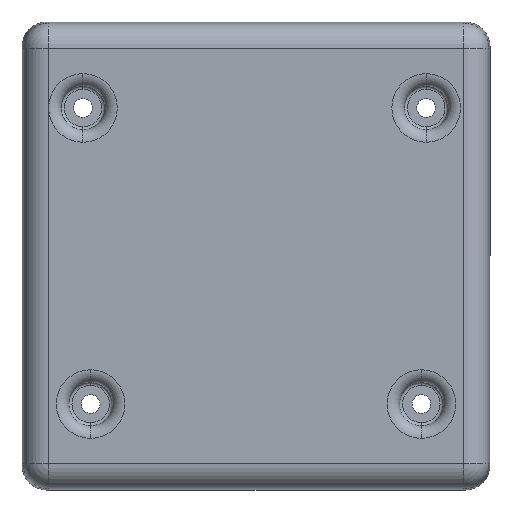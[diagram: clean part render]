
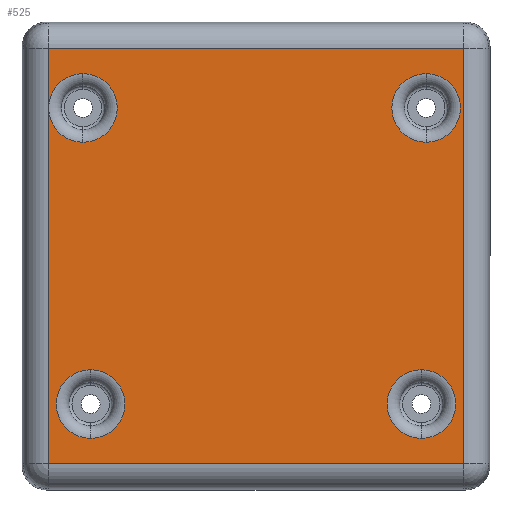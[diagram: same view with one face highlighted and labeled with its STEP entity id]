
A CAD part, front view. The second image highlights one B-rep face of the part: STEP entity #525.
In plain terms, the highlighted planar face has unit normal (0, -1, 0).
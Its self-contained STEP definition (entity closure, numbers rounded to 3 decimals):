
#35 = AXIS2_PLACEMENT_3D ( 'NONE', #512, #2131, #1942 ) ;
#43 = CARTESIAN_POINT ( 'NONE',  ( 26.5, -10., -23.733 ) ) ;
#99 = CARTESIAN_POINT ( 'NONE',  ( -26.5, -10., -18.232 ) ) ;
#104 = EDGE_CURVE ( 'NONE', #2465, #962, #1695, .T. ) ;
#112 = ORIENTED_EDGE ( 'NONE', *, *, #1921, .T. ) ;
#120 = FACE_BOUND ( 'NONE', #1938, .T. ) ;
#174 = FACE_BOUND ( 'NONE', #533, .T. ) ;
#182 = DIRECTION ( 'NONE',  ( 0., 1., 0. ) ) ;
#187 = CARTESIAN_POINT ( 'NONE',  ( 0., -10., 0. ) ) ;
#207 = VERTEX_POINT ( 'NONE', #1319 ) ;
#242 = CARTESIAN_POINT ( 'NONE',  ( -26.5, -10., -23.733 ) ) ;
#251 = VECTOR ( 'NONE', #1052, 1000. ) ;
#259 = DIRECTION ( 'NONE',  ( 0., 0., 1. ) ) ;
#322 = CIRCLE ( 'NONE', #431, 5.5 ) ;
#393 = CARTESIAN_POINT ( 'NONE',  ( -26.5, -10., -29.233 ) ) ;
#405 = CIRCLE ( 'NONE', #1808, 5.5 ) ;
#413 = DIRECTION ( 'NONE',  ( 0., 0., 1. ) ) ;
#426 = EDGE_CURVE ( 'NONE', #1966, #2369, #1617, .T. ) ;
#431 = AXIS2_PLACEMENT_3D ( 'NONE', #1295, #2317, #2528 ) ;
#450 = DIRECTION ( 'NONE',  ( 0., 0., 1. ) ) ;
#500 = VERTEX_POINT ( 'NONE', #2105 ) ;
#501 = CIRCLE ( 'NONE', #1526, 5.5 ) ;
#512 = CARTESIAN_POINT ( 'NONE',  ( 26.5, -10., -23.733 ) ) ;
#525 = ADVANCED_FACE ( 'NONE', ( #1797, #174, #655, #120, #1122 ), #992, .F. ) ;
#533 = EDGE_LOOP ( 'NONE', ( #2545, #1126 ) ) ;
#562 = EDGE_CURVE ( 'NONE', #836, #597, #1968, .T. ) ;
#593 = CARTESIAN_POINT ( 'NONE',  ( -27.73, -10., 23.733 ) ) ;
#597 = VERTEX_POINT ( 'NONE', #393 ) ;
#616 = CARTESIAN_POINT ( 'NONE',  ( -26.5, -10., -23.733 ) ) ;
#625 = ORIENTED_EDGE ( 'NONE', *, *, #626, .T. ) ;
#626 = EDGE_CURVE ( 'NONE', #2577, #1994, #501, .T. ) ;
#638 = EDGE_CURVE ( 'NONE', #1994, #2577, #405, .T. ) ;
#650 = LINE ( 'NONE', #1523, #2215 ) ;
#655 = FACE_BOUND ( 'NONE', #1218, .T. ) ;
#661 = CARTESIAN_POINT ( 'NONE',  ( -27.73, -10., 29.233 ) ) ;
#836 = VERTEX_POINT ( 'NONE', #99 ) ;
#861 = ORIENTED_EDGE ( 'NONE', *, *, #1538, .T. ) ;
#864 = DIRECTION ( 'NONE',  ( 0., 1., 0. ) ) ;
#898 = EDGE_CURVE ( 'NONE', #207, #1385, #650, .T. ) ;
#951 = ORIENTED_EDGE ( 'NONE', *, *, #562, .T. ) ;
#962 = VERTEX_POINT ( 'NONE', #1737 ) ;
#992 = PLANE ( 'NONE',  #2494 ) ;
#1031 = DIRECTION ( 'NONE',  ( 0., 1., 0. ) ) ;
#1032 = CARTESIAN_POINT ( 'NONE',  ( 27.27, -10., 18.232 ) ) ;
#1052 = DIRECTION ( 'NONE',  ( 0., 0., -1. ) ) ;
#1064 = LINE ( 'NONE', #1986, #2139 ) ;
#1081 = CARTESIAN_POINT ( 'NONE',  ( -27.73, -10., 18.232 ) ) ;
#1113 = DIRECTION ( 'NONE',  ( 0., 0., 1. ) ) ;
#1122 = FACE_OUTER_BOUND ( 'NONE', #2437, .T. ) ;
#1126 = ORIENTED_EDGE ( 'NONE', *, *, #1999, .T. ) ;
#1161 = DIRECTION ( 'NONE',  ( 1., 0., 0. ) ) ;
#1182 = ORIENTED_EDGE ( 'NONE', *, *, #1910, .T. ) ;
#1191 = DIRECTION ( 'NONE',  ( 0., 1., 0. ) ) ;
#1196 = DIRECTION ( 'NONE',  ( 0., 1., 0. ) ) ;
#1218 = EDGE_LOOP ( 'NONE', ( #951, #1182 ) ) ;
#1225 = CARTESIAN_POINT ( 'NONE',  ( -37.151, -10., 33.288 ) ) ;
#1272 = DIRECTION ( 'NONE',  ( 0., 0., 1. ) ) ;
#1295 = CARTESIAN_POINT ( 'NONE',  ( 27.27, -10., 23.733 ) ) ;
#1319 = CARTESIAN_POINT ( 'NONE',  ( 33.288, -10., -33.288 ) ) ;
#1385 = VERTEX_POINT ( 'NONE', #1553 ) ;
#1390 = EDGE_CURVE ( 'NONE', #500, #207, #1064, .T. ) ;
#1455 = ORIENTED_EDGE ( 'NONE', *, *, #638, .T. ) ;
#1465 = ORIENTED_EDGE ( 'NONE', *, *, #1390, .T. ) ;
#1469 = DIRECTION ( 'NONE',  ( 0., 1., 0. ) ) ;
#1523 = CARTESIAN_POINT ( 'NONE',  ( 33.288, -10., 37.151 ) ) ;
#1526 = AXIS2_PLACEMENT_3D ( 'NONE', #2455, #182, #413 ) ;
#1528 = ORIENTED_EDGE ( 'NONE', *, *, #898, .T. ) ;
#1538 = EDGE_CURVE ( 'NONE', #1385, #1563, #2554, .T. ) ;
#1553 = CARTESIAN_POINT ( 'NONE',  ( 33.288, -10., 33.288 ) ) ;
#1563 = VERTEX_POINT ( 'NONE', #1642 ) ;
#1578 = AXIS2_PLACEMENT_3D ( 'NONE', #242, #864, #450 ) ;
#1617 = CIRCLE ( 'NONE', #2400, 5.5 ) ;
#1624 = CIRCLE ( 'NONE', #1578, 5.5 ) ;
#1642 = CARTESIAN_POINT ( 'NONE',  ( -33.288, -10., 33.288 ) ) ;
#1677 = AXIS2_PLACEMENT_3D ( 'NONE', #43, #1469, #1272 ) ;
#1679 = CARTESIAN_POINT ( 'NONE',  ( -33.288, -10., -37.151 ) ) ;
#1695 = CIRCLE ( 'NONE', #35, 5.5 ) ;
#1737 = CARTESIAN_POINT ( 'NONE',  ( 26.5, -10., -18.232 ) ) ;
#1747 = LINE ( 'NONE', #1679, #251 ) ;
#1797 = FACE_BOUND ( 'NONE', #2466, .T. ) ;
#1799 = DIRECTION ( 'NONE',  ( 0., 1., 0. ) ) ;
#1808 = AXIS2_PLACEMENT_3D ( 'NONE', #593, #1191, #2042 ) ;
#1882 = CARTESIAN_POINT ( 'NONE',  ( 27.27, -10., 23.733 ) ) ;
#1910 = EDGE_CURVE ( 'NONE', #597, #836, #1624, .T. ) ;
#1921 = EDGE_CURVE ( 'NONE', #962, #2465, #2324, .T. ) ;
#1938 = EDGE_LOOP ( 'NONE', ( #112, #2590 ) ) ;
#1942 = DIRECTION ( 'NONE',  ( 0., 0., 1. ) ) ;
#1966 = VERTEX_POINT ( 'NONE', #2482 ) ;
#1968 = CIRCLE ( 'NONE', #2304, 5.5 ) ;
#1986 = CARTESIAN_POINT ( 'NONE',  ( 37.151, -10., -33.288 ) ) ;
#1994 = VERTEX_POINT ( 'NONE', #1081 ) ;
#1999 = EDGE_CURVE ( 'NONE', #2369, #1966, #322, .T. ) ;
#2023 = DIRECTION ( 'NONE',  ( 0., 0., 1. ) ) ;
#2042 = DIRECTION ( 'NONE',  ( 0., 0., 1. ) ) ;
#2075 = CARTESIAN_POINT ( 'NONE',  ( 26.5, -10., -29.233 ) ) ;
#2089 = ORIENTED_EDGE ( 'NONE', *, *, #2596, .T. ) ;
#2105 = CARTESIAN_POINT ( 'NONE',  ( -33.288, -10., -33.288 ) ) ;
#2131 = DIRECTION ( 'NONE',  ( 0., 1., 0. ) ) ;
#2139 = VECTOR ( 'NONE', #1161, 1000. ) ;
#2215 = VECTOR ( 'NONE', #1113, 1000. ) ;
#2265 = DIRECTION ( 'NONE',  ( -1., 0., 0. ) ) ;
#2304 = AXIS2_PLACEMENT_3D ( 'NONE', #616, #1799, #2023 ) ;
#2317 = DIRECTION ( 'NONE',  ( 0., 1., 0. ) ) ;
#2324 = CIRCLE ( 'NONE', #1677, 5.5 ) ;
#2369 = VERTEX_POINT ( 'NONE', #1032 ) ;
#2400 = AXIS2_PLACEMENT_3D ( 'NONE', #1882, #1031, #259 ) ;
#2437 = EDGE_LOOP ( 'NONE', ( #2089, #1465, #1528, #861 ) ) ;
#2455 = CARTESIAN_POINT ( 'NONE',  ( -27.73, -10., 23.733 ) ) ;
#2465 = VERTEX_POINT ( 'NONE', #2075 ) ;
#2466 = EDGE_LOOP ( 'NONE', ( #625, #1455 ) ) ;
#2482 = CARTESIAN_POINT ( 'NONE',  ( 27.27, -10., 29.233 ) ) ;
#2494 = AXIS2_PLACEMENT_3D ( 'NONE', #187, #1196, #2636 ) ;
#2528 = DIRECTION ( 'NONE',  ( 0., 0., 1. ) ) ;
#2545 = ORIENTED_EDGE ( 'NONE', *, *, #426, .T. ) ;
#2554 = LINE ( 'NONE', #1225, #2581 ) ;
#2577 = VERTEX_POINT ( 'NONE', #661 ) ;
#2581 = VECTOR ( 'NONE', #2265, 1000. ) ;
#2590 = ORIENTED_EDGE ( 'NONE', *, *, #104, .T. ) ;
#2596 = EDGE_CURVE ( 'NONE', #1563, #500, #1747, .T. ) ;
#2636 = DIRECTION ( 'NONE',  ( 0., 0., 1. ) ) ;
